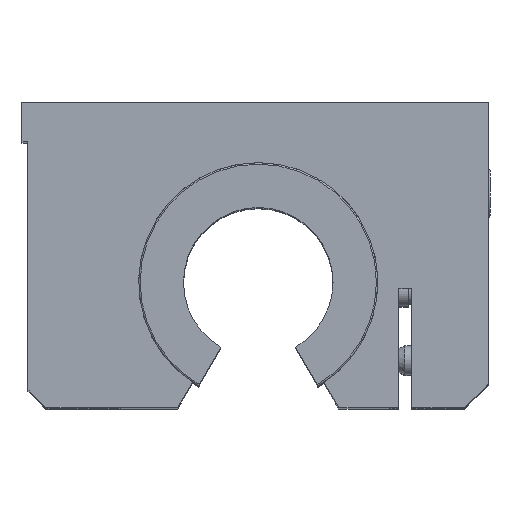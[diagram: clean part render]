
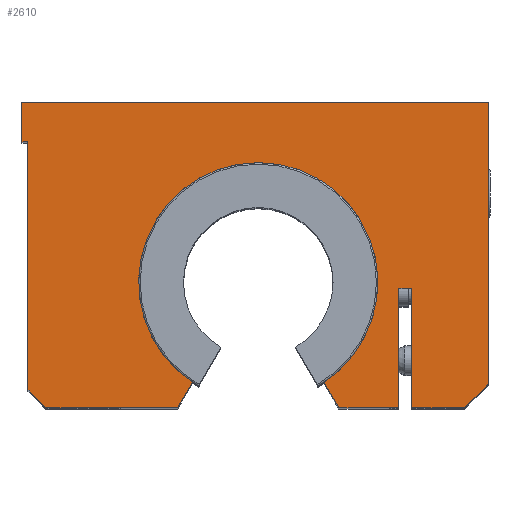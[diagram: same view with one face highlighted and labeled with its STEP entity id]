
A CAD part, top view. The second image highlights one B-rep face of the part: STEP entity #2610.
In plain terms, the highlighted planar face has unit normal (0, 0, 1).
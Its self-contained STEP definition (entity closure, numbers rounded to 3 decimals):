
#218=CIRCLE('',#2910,20.);
#363=FACE_OUTER_BOUND('',#539,.T.);
#539=EDGE_LOOP('',(#2292,#2293,#2294,#2295,#2296,#2297,#2298,#2299,#2300,
#2301,#2302,#2303,#2304,#2305,#2306,#2307));
#572=LINE('',#3799,#817);
#588=LINE('',#3840,#833);
#654=LINE('',#4085,#899);
#659=LINE('',#4094,#904);
#678=LINE('',#4170,#923);
#739=LINE('',#4429,#984);
#748=LINE('',#4445,#993);
#753=LINE('',#4455,#998);
#766=LINE('',#4481,#1011);
#768=LINE('',#4484,#1013);
#769=LINE('',#4488,#1014);
#771=LINE('',#4492,#1016);
#774=LINE('',#4499,#1019);
#775=LINE('',#4501,#1020);
#776=LINE('',#4503,#1021);
#817=VECTOR('',#3031,10.);
#833=VECTOR('',#3059,10.);
#899=VECTOR('',#3275,10.);
#904=VECTOR('',#3282,10.);
#923=VECTOR('',#3365,10.);
#984=VECTOR('',#3548,10.);
#993=VECTOR('',#3563,10.);
#998=VECTOR('',#3570,10.);
#1011=VECTOR('',#3597,10.);
#1013=VECTOR('',#3601,10.);
#1014=VECTOR('',#3606,10.);
#1016=VECTOR('',#3610,10.);
#1019=VECTOR('',#3619,10.);
#1020=VECTOR('',#3622,10.);
#1021=VECTOR('',#3625,10.);
#1068=VERTEX_POINT('',#3796);
#1069=VERTEX_POINT('',#3798);
#1088=VERTEX_POINT('',#3838);
#1154=VERTEX_POINT('',#4081);
#1156=VERTEX_POINT('',#4084);
#1158=VERTEX_POINT('',#4090);
#1184=VERTEX_POINT('',#4168);
#1244=VERTEX_POINT('',#4426);
#1245=VERTEX_POINT('',#4428);
#1249=VERTEX_POINT('',#4443);
#1252=VERTEX_POINT('',#4452);
#1253=VERTEX_POINT('',#4454);
#1259=VERTEX_POINT('',#4480);
#1260=VERTEX_POINT('',#4487);
#1261=VERTEX_POINT('',#4491);
#1262=VERTEX_POINT('',#4495);
#1322=EDGE_CURVE('',#1068,#1069,#572,.T.);
#1343=EDGE_CURVE('',#1088,#1068,#588,.T.);
#1443=EDGE_CURVE('',#1154,#1156,#654,.T.);
#1448=EDGE_CURVE('',#1156,#1158,#659,.T.);
#1485=EDGE_CURVE('',#1184,#1088,#678,.T.);
#1576=EDGE_CURVE('',#1244,#1245,#739,.T.);
#1585=EDGE_CURVE('',#1249,#1244,#748,.T.);
#1590=EDGE_CURVE('',#1252,#1253,#753,.T.);
#1604=EDGE_CURVE('',#1253,#1259,#766,.T.);
#1606=EDGE_CURVE('',#1259,#1184,#768,.T.);
#1607=EDGE_CURVE('',#1069,#1260,#769,.T.);
#1609=EDGE_CURVE('',#1260,#1261,#771,.T.);
#1611=EDGE_CURVE('',#1261,#1262,#218,.T.);
#1613=EDGE_CURVE('',#1262,#1249,#774,.T.);
#1614=EDGE_CURVE('',#1245,#1154,#775,.T.);
#1615=EDGE_CURVE('',#1158,#1252,#776,.T.);
#2292=ORIENTED_EDGE('',*,*,#1590,.F.);
#2293=ORIENTED_EDGE('',*,*,#1615,.F.);
#2294=ORIENTED_EDGE('',*,*,#1448,.F.);
#2295=ORIENTED_EDGE('',*,*,#1443,.F.);
#2296=ORIENTED_EDGE('',*,*,#1614,.F.);
#2297=ORIENTED_EDGE('',*,*,#1576,.F.);
#2298=ORIENTED_EDGE('',*,*,#1585,.F.);
#2299=ORIENTED_EDGE('',*,*,#1613,.F.);
#2300=ORIENTED_EDGE('',*,*,#1611,.F.);
#2301=ORIENTED_EDGE('',*,*,#1609,.F.);
#2302=ORIENTED_EDGE('',*,*,#1607,.F.);
#2303=ORIENTED_EDGE('',*,*,#1322,.F.);
#2304=ORIENTED_EDGE('',*,*,#1343,.F.);
#2305=ORIENTED_EDGE('',*,*,#1485,.F.);
#2306=ORIENTED_EDGE('',*,*,#1606,.F.);
#2307=ORIENTED_EDGE('',*,*,#1604,.F.);
#2475=PLANE('',#2914);
#2610=ADVANCED_FACE('',(#363),#2475,.T.);
#2910=AXIS2_PLACEMENT_3D('',#4496,#3614,#3615);
#2914=AXIS2_PLACEMENT_3D('',#4504,#3626,#3627);
#3031=DIRECTION('',(0.,-1.,0.));
#3059=DIRECTION('',(-1.,0.,0.));
#3275=DIRECTION('',(-1.,0.,0.));
#3282=DIRECTION('',(0.,1.,0.));
#3365=DIRECTION('',(0.,1.,0.));
#3548=DIRECTION('',(-0.707,0.707,0.));
#3563=DIRECTION('',(-1.,0.,0.));
#3570=DIRECTION('',(0.,-1.,0.));
#3597=DIRECTION('',(-0.707,-0.707,0.));
#3601=DIRECTION('',(-1.,0.,0.));
#3606=DIRECTION('',(-1.,0.,0.));
#3610=DIRECTION('',(-0.5,0.866,0.));
#3614=DIRECTION('center_axis',(0.,0.,1.));
#3615=DIRECTION('ref_axis',(0.55,-0.835,0.));
#3619=DIRECTION('',(-0.5,-0.866,0.));
#3622=DIRECTION('',(0.,1.,0.));
#3625=DIRECTION('',(1.,0.,0.));
#3626=DIRECTION('center_axis',(0.,0.,1.));
#3627=DIRECTION('ref_axis',(1.,0.,0.));
#3796=CARTESIAN_POINT('',(23.5,-5.5,65.));
#3798=CARTESIAN_POINT('',(23.5,-25.5,65.));
#3799=CARTESIAN_POINT('',(23.5,-5.5,65.));
#3838=CARTESIAN_POINT('',(25.65,-5.5,65.));
#3840=CARTESIAN_POINT('',(25.65,-5.5,65.));
#4081=CARTESIAN_POINT('',(-38.5,19.,65.));
#4084=CARTESIAN_POINT('',(-39.5,19.,65.));
#4085=CARTESIAN_POINT('',(-38.5,19.,65.));
#4090=CARTESIAN_POINT('',(-39.5,25.5,65.));
#4094=CARTESIAN_POINT('',(-39.5,19.,65.));
#4168=CARTESIAN_POINT('',(25.65,-25.5,65.));
#4170=CARTESIAN_POINT('',(25.65,-25.5,65.));
#4426=CARTESIAN_POINT('',(-35.5,-25.5,65.));
#4428=CARTESIAN_POINT('',(-38.5,-22.5,65.));
#4429=CARTESIAN_POINT('',(-35.5,-25.5,65.));
#4443=CARTESIAN_POINT('',(-13.481,-25.5,65.));
#4445=CARTESIAN_POINT('',(-13.481,-25.5,65.));
#4452=CARTESIAN_POINT('',(38.5,25.5,65.));
#4454=CARTESIAN_POINT('',(38.5,-21.5,65.));
#4455=CARTESIAN_POINT('',(38.5,25.5,65.));
#4480=CARTESIAN_POINT('',(34.5,-25.5,65.));
#4481=CARTESIAN_POINT('',(38.5,-21.5,65.));
#4484=CARTESIAN_POINT('',(34.5,-25.5,65.));
#4487=CARTESIAN_POINT('',(13.481,-25.5,65.));
#4488=CARTESIAN_POINT('',(23.5,-25.5,65.));
#4491=CARTESIAN_POINT('',(11.,-21.203,65.));
#4492=CARTESIAN_POINT('',(13.481,-25.5,65.));
#4495=CARTESIAN_POINT('',(-11.,-21.203,65.));
#4496=CARTESIAN_POINT('Origin',(0.,-4.5,65.));
#4499=CARTESIAN_POINT('',(-11.,-21.203,65.));
#4501=CARTESIAN_POINT('',(-38.5,-22.5,65.));
#4503=CARTESIAN_POINT('',(-38.5,25.5,65.));
#4504=CARTESIAN_POINT('Origin',(2.542,-0.627,65.));
